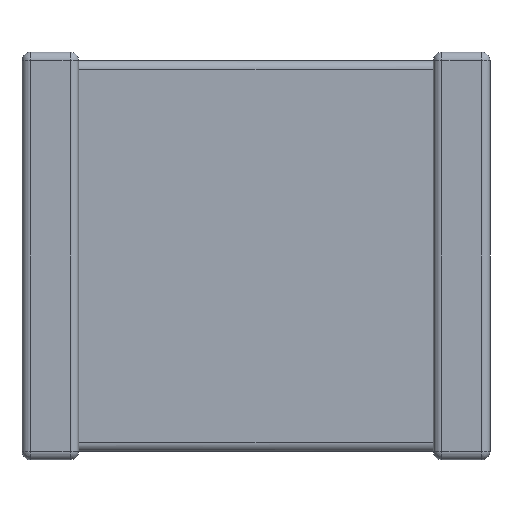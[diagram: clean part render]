
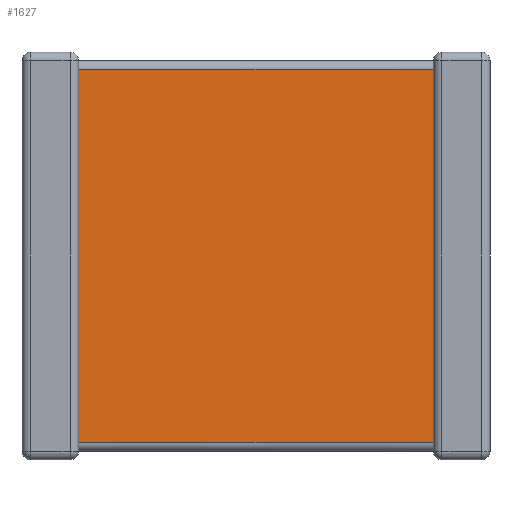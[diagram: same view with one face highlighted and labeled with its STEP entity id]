
A CAD part, front view. The second image highlights one B-rep face of the part: STEP entity #1627.
In plain terms, the highlighted planar face has unit normal (0, -1, 0).
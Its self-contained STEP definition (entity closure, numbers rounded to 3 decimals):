
#8 = EDGE_CURVE ( 'NONE', #3152, #1294, #3353, .T. ) ;
#46 = VECTOR ( 'NONE', #853, 1000. ) ;
#265 = VECTOR ( 'NONE', #4065, 1000. ) ;
#613 = ORIENTED_EDGE ( 'NONE', *, *, #3879, .T. ) ;
#769 = VECTOR ( 'NONE', #3355, 1000. ) ;
#853 = DIRECTION ( 'NONE',  ( 0., 0., 1. ) ) ;
#975 = LINE ( 'NONE', #1759, #4011 ) ;
#1093 = DIRECTION ( 'NONE',  ( -1., 0., 0. ) ) ;
#1113 = EDGE_LOOP ( 'NONE', ( #4565, #4107, #1549, #613 ) ) ;
#1169 = EDGE_CURVE ( 'NONE', #2181, #4383, #3398, .T. ) ;
#1294 = VERTEX_POINT ( 'NONE', #2737 ) ;
#1452 = CARTESIAN_POINT ( 'NONE',  ( 5.45, 0.112, -0.225 ) ) ;
#1492 = DIRECTION ( 'NONE',  ( 0., -1., 0. ) ) ;
#1549 = ORIENTED_EDGE ( 'NONE', *, *, #1169, .T. ) ;
#1627 = ADVANCED_FACE ( 'NONE', ( #2993 ), #2949, .T. ) ;
#1759 = CARTESIAN_POINT ( 'NONE',  ( 0.75, 0.112, -0.225 ) ) ;
#1933 = CARTESIAN_POINT ( 'NONE',  ( 5.45, 0.112, -5.4 ) ) ;
#2181 = VERTEX_POINT ( 'NONE', #2604 ) ;
#2533 = LINE ( 'NONE', #4403, #265 ) ;
#2604 = CARTESIAN_POINT ( 'NONE',  ( 5.45, 0.112, -5.175 ) ) ;
#2737 = CARTESIAN_POINT ( 'NONE',  ( 0.75, 0.112, -0.225 ) ) ;
#2949 = PLANE ( 'NONE',  #3259 ) ;
#2993 = FACE_OUTER_BOUND ( 'NONE', #1113, .T. ) ;
#3077 = CARTESIAN_POINT ( 'NONE',  ( 0.75, 0.112, -5.4 ) ) ;
#3152 = VERTEX_POINT ( 'NONE', #3712 ) ;
#3259 = AXIS2_PLACEMENT_3D ( 'NONE', #4032, #1492, #3629 ) ;
#3353 = LINE ( 'NONE', #3077, #769 ) ;
#3355 = DIRECTION ( 'NONE',  ( 0., 0., 1. ) ) ;
#3398 = LINE ( 'NONE', #1933, #46 ) ;
#3629 = DIRECTION ( 'NONE',  ( 0., 0., -1. ) ) ;
#3712 = CARTESIAN_POINT ( 'NONE',  ( 0.75, 0.112, -5.175 ) ) ;
#3879 = EDGE_CURVE ( 'NONE', #4383, #1294, #975, .T. ) ;
#4011 = VECTOR ( 'NONE', #1093, 1000. ) ;
#4032 = CARTESIAN_POINT ( 'NONE',  ( 0.75, 0.112, -5.4 ) ) ;
#4065 = DIRECTION ( 'NONE',  ( 1., 0., 0. ) ) ;
#4107 = ORIENTED_EDGE ( 'NONE', *, *, #4457, .T. ) ;
#4383 = VERTEX_POINT ( 'NONE', #1452 ) ;
#4403 = CARTESIAN_POINT ( 'NONE',  ( 5.45, 0.112, -5.175 ) ) ;
#4457 = EDGE_CURVE ( 'NONE', #3152, #2181, #2533, .T. ) ;
#4565 = ORIENTED_EDGE ( 'NONE', *, *, #8, .F. ) ;
